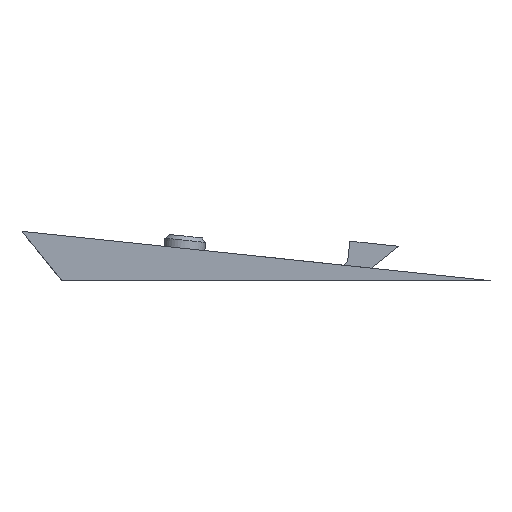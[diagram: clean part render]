
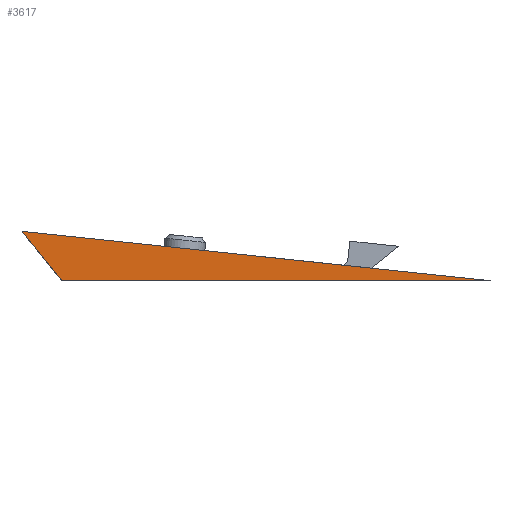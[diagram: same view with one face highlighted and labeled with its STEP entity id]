
A CAD part, left-side view. The second image highlights one B-rep face of the part: STEP entity #3617.
In plain terms, the highlighted planar face has unit normal (-1, 0, 0).
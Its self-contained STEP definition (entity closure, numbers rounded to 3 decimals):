
#248=PLANE('',#3827);
#450=FACE_OUTER_BOUND('',#677,.T.);
#677=EDGE_LOOP('',(#3348,#3349,#3350));
#841=LINE('',#6225,#1164);
#916=LINE('',#6441,#1239);
#1001=LINE('',#6712,#1324);
#1164=VECTOR('',#4069,10.);
#1239=VECTOR('',#4292,10.);
#1324=VECTOR('',#4561,10.);
#1641=VERTEX_POINT('',#6218);
#1644=VERTEX_POINT('',#6223);
#1710=VERTEX_POINT('',#6438);
#2082=EDGE_CURVE('',#1641,#1644,#841,.T.);
#2182=EDGE_CURVE('',#1644,#1710,#916,.T.);
#2313=EDGE_CURVE('',#1710,#1641,#1001,.T.);
#3348=ORIENTED_EDGE('',*,*,#2313,.T.);
#3349=ORIENTED_EDGE('',*,*,#2082,.T.);
#3350=ORIENTED_EDGE('',*,*,#2182,.T.);
#3617=ADVANCED_FACE('',(#450),#248,.T.);
#3827=AXIS2_PLACEMENT_3D('',#6715,#4566,#4567);
#4069=DIRECTION('',(0.,-1.,0.));
#4292=DIRECTION('',(0.,0.995,0.105));
#4561=DIRECTION('',(0.,-0.629,-0.777));
#4566=DIRECTION('center_axis',(-1.,0.,0.));
#4567=DIRECTION('ref_axis',(0.,0.995,0.105));
#6218=CARTESIAN_POINT('',(-173.225,47.408,-6.005));
#6223=CARTESIAN_POINT('',(-173.225,-57.133,-6.005));
#6225=CARTESIAN_POINT('',(-173.225,-4.863,-6.005));
#6438=CARTESIAN_POINT('',(-173.225,57.133,6.005));
#6441=CARTESIAN_POINT('',(-173.225,-57.133,-6.005));
#6712=CARTESIAN_POINT('',(-173.225,31.569,-25.564));
#6715=CARTESIAN_POINT('Origin',(-173.225,-57.133,-6.005));
